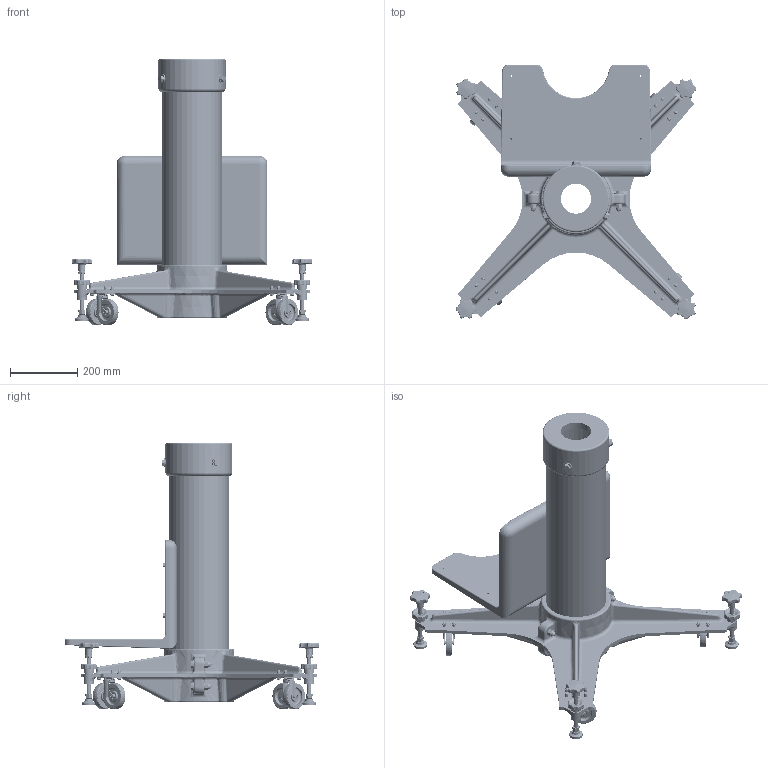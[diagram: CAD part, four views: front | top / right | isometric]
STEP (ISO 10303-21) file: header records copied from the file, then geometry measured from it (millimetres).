
FILE_DESCRIPTION(('STEP AP214'),'1');
FILE_NAME('TM5S.stp','2024-11-18T05:10:58',(' '),(' '),'Spatial InterOp 3D',' ',' ');
FILE_SCHEMA(('automotive_design'));
Length unit declared in the file: millimetre
Products named in the file (29): パーツ55; パーツ196; パーツ348; パーツ708; パーツ652; ボルト: 六角 - M6.0 x 20.0; パーツ275; ボルト: 六角 - M7.8 x 25.0; パーツ47; パーツ259; パーツ2
Assembly tree (28 placements, depth 2):
  (unnamed)
    パーツ55
    パーツ55
    パーツ196
    パーツ348
    パーツ348
    パーツ348
    パーツ348
    パーツ708
    パーツ652
    パーツ652
    パーツ652
    パーツ652
    パーツ708
    パーツ708
    パーツ708
    ボルト: 六角 - M6.0 x 20.0
    ボルト: 六角 - M6.0 x 20.0
    ボルト: 六角 - M6.0 x 20.0
    ボルト: 六角 - M6.0 x 20.0
    パーツ275
    パーツ275
    パーツ275
    パーツ275
    ボルト: 六角 - M7.8 x 25.0
    ボルト: 六角 - M7.8 x 25.0
    パーツ47
    パーツ259
    パーツ2
Bounding box: 718.86 x 760.43 x 796.17 mm (x, y, z)
Volume: 16349820.8 mm3; surface area: 2688787 mm2
Topology: 82 solids, 570 shells, 5086 faces, 14192 edges, 9840 vertices
Faces by surface type: plane 2133, cylinder 928, bspline 746, torus 603, cone 408, sphere 172, extrusion 88, revolution 8
Full cylindrical faces by diameter (mm): 2 x4, 4 x4, 4.5 x4, 6 x36, 6.5 x32, 7.8 x2, 8.5 x4, 11 x4, 11.5 x4, 11.7 x26, 12 x12, 12.7 x16, 13 x18, 15 x18, 15.748 x4, 17.6 x2, 18 x8, 19.757 x4, 20 x12, 21 x11, 23 x8, 25.5 x4, 26 x7, 30 x16, 32 x4, 38 x4, 39 x4, 40 x4, 52 x8, 90 x1
Entity records: 354280 total; most frequent: CARTESIAN_POINT 198331, ORIENTED_EDGE 23358, DIRECTION 21194, EDGE_CURVE 13159, VERTEX_POINT 9616, AXIS2_PLACEMENT_3D 8589, EDGE_LOOP 6073, STYLED_ITEM 5086
